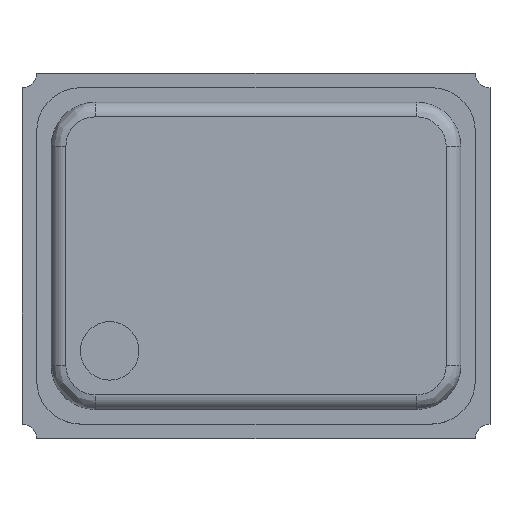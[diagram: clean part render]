
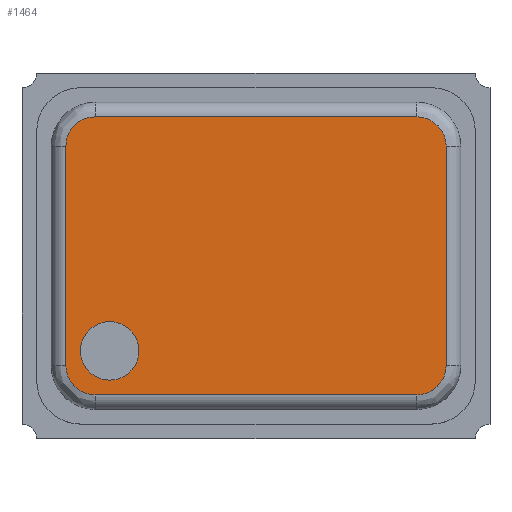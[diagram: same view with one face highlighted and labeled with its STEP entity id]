
A CAD part, top view. The second image highlights one B-rep face of the part: STEP entity #1464.
In plain terms, the highlighted planar face has unit normal (0, 0, 1).
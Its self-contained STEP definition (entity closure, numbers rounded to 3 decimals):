
#43 =( BOUNDED_CURVE ( )  B_SPLINE_CURVE ( 3, ( #2693, #3941, #2981, #1416 ),
 .UNSPECIFIED., .F., .T. ) 
 B_SPLINE_CURVE_WITH_KNOTS ( ( 4, 4 ),
 ( 0., 1. ),
 .UNSPECIFIED. ) 
 CURVE ( )  GEOMETRIC_REPRESENTATION_ITEM ( )  RATIONAL_B_SPLINE_CURVE ( ( 1., 0.805, 0.805, 1. ) ) 
 REPRESENTATION_ITEM ( '' )  );
#58 = VERTEX_POINT ( 'NONE', #1558 ) ;
#132 = CARTESIAN_POINT ( 'NONE',  ( 1.1, 0.95, 0.9 ) ) ;
#136 = CARTESIAN_POINT ( 'NONE',  ( -1.3, -0.75, 0.9 ) ) ;
#209 = CARTESIAN_POINT ( 'NONE',  ( -1.1, 0.95, 0.9 ) ) ;
#273 = DIRECTION ( 'NONE',  ( 1., 0., 0. ) ) ;
#317 = ORIENTED_EDGE ( 'NONE', *, *, #2604, .F. ) ;
#348 = CARTESIAN_POINT ( 'NONE',  ( -1.1, 0.95, 0.9 ) ) ;
#429 = CARTESIAN_POINT ( 'NONE',  ( 1.1, -0.95, 0.9 ) ) ;
#458 =( BOUNDED_CURVE ( )  B_SPLINE_CURVE ( 3, ( #132, #3900, #2326, #1062 ),
 .UNSPECIFIED., .F., .T. ) 
 B_SPLINE_CURVE_WITH_KNOTS ( ( 4, 4 ),
 ( 0., 1. ),
 .UNSPECIFIED. ) 
 CURVE ( )  GEOMETRIC_REPRESENTATION_ITEM ( )  RATIONAL_B_SPLINE_CURVE ( ( 1., 0.805, 0.805, 1. ) ) 
 REPRESENTATION_ITEM ( '' )  );
#493 = EDGE_CURVE ( 'NONE', #58, #2518, #43, .T. ) ;
#595 =( BOUNDED_CURVE ( )  B_SPLINE_CURVE ( 3, ( #963, #2621, #727, #1995 ),
 .UNSPECIFIED., .F., .T. ) 
 B_SPLINE_CURVE_WITH_KNOTS ( ( 4, 4 ),
 ( 0., 1. ),
 .UNSPECIFIED. ) 
 CURVE ( )  GEOMETRIC_REPRESENTATION_ITEM ( )  RATIONAL_B_SPLINE_CURVE ( ( 1., 0.805, 0.805, 1. ) ) 
 REPRESENTATION_ITEM ( '' )  );
#663 = AXIS2_PLACEMENT_3D ( 'NONE', #3456, #2181, #273 ) ;
#727 = CARTESIAN_POINT ( 'NONE',  ( -1.3, -0.867, 0.9 ) ) ;
#766 = EDGE_LOOP ( 'NONE', ( #4012, #1267, #2694, #317, #3086, #2094, #2138, #983 ) ) ;
#942 = CARTESIAN_POINT ( 'NONE',  ( -1.3, 0.806, 0.9 ) ) ;
#963 = CARTESIAN_POINT ( 'NONE',  ( -1.1, -0.95, 0.9 ) ) ;
#983 = ORIENTED_EDGE ( 'NONE', *, *, #2229, .F. ) ;
#1018 = DIRECTION ( 'NONE',  ( 0., 1., 0. ) ) ;
#1025 = EDGE_CURVE ( 'NONE', #3485, #1261, #3855, .T. ) ;
#1033 = VERTEX_POINT ( 'NONE', #3500 ) ;
#1062 = CARTESIAN_POINT ( 'NONE',  ( 1.3, 0.75, 0.9 ) ) ;
#1118 = CARTESIAN_POINT ( 'NONE',  ( -1.1, 0.95, 0.9 ) ) ;
#1140 = VECTOR ( 'NONE', #1018, 1000. ) ;
#1243 = VERTEX_POINT ( 'NONE', #1247 ) ;
#1247 = CARTESIAN_POINT ( 'NONE',  ( 1.3, 0.75, 0.9 ) ) ;
#1261 = VERTEX_POINT ( 'NONE', #1676 ) ;
#1267 = ORIENTED_EDGE ( 'NONE', *, *, #2679, .T. ) ;
#1347 = CARTESIAN_POINT ( 'NONE',  ( 1.3, 0.75, 0.9 ) ) ;
#1416 = CARTESIAN_POINT ( 'NONE',  ( 1.1, -0.95, 0.9 ) ) ;
#1464 = ADVANCED_FACE ( 'NONE', ( #1821 ), #1568, .T. ) ;
#1473 = DIRECTION ( 'NONE',  ( 1., 0., 0. ) ) ;
#1547 = B_SPLINE_CURVE_WITH_KNOTS ( 'NONE', 3,
 ( #348, #3785, #1561, #2819, #942, #2214 ),
 .UNSPECIFIED., .F., .F.,
 ( 4, 2, 4 ),
 ( 0., 0.5, 1. ),
 .UNSPECIFIED. ) ;
#1558 = CARTESIAN_POINT ( 'NONE',  ( 1.3, -0.75, 0.9 ) ) ;
#1561 = CARTESIAN_POINT ( 'NONE',  ( -1.202, 0.93, 0.9 ) ) ;
#1568 = PLANE ( 'NONE',  #663 ) ;
#1640 = VECTOR ( 'NONE', #1473, 1000. ) ;
#1666 = EDGE_CURVE ( 'NONE', #1243, #58, #3196, .T. ) ;
#1676 = CARTESIAN_POINT ( 'NONE',  ( -1.3, 0.75, 0.9 ) ) ;
#1814 = EDGE_CURVE ( 'NONE', #2518, #1033, #2711, .T. ) ;
#1821 = FACE_OUTER_BOUND ( 'NONE', #766, .T. ) ;
#1995 = CARTESIAN_POINT ( 'NONE',  ( -1.3, -0.75, 0.9 ) ) ;
#2019 = VERTEX_POINT ( 'NONE', #1118 ) ;
#2094 = ORIENTED_EDGE ( 'NONE', *, *, #493, .F. ) ;
#2114 = DIRECTION ( 'NONE',  ( -1., 0., 0. ) ) ;
#2138 = ORIENTED_EDGE ( 'NONE', *, *, #1666, .F. ) ;
#2181 = DIRECTION ( 'NONE',  ( 0., 0., 1. ) ) ;
#2214 = CARTESIAN_POINT ( 'NONE',  ( -1.3, 0.75, 0.9 ) ) ;
#2229 = EDGE_CURVE ( 'NONE', #2313, #1243, #458, .T. ) ;
#2313 = VERTEX_POINT ( 'NONE', #2907 ) ;
#2317 = CARTESIAN_POINT ( 'NONE',  ( 1.1, -0.95, 0.9 ) ) ;
#2326 = CARTESIAN_POINT ( 'NONE',  ( 1.3, 0.867, 0.9 ) ) ;
#2518 = VERTEX_POINT ( 'NONE', #429 ) ;
#2604 = EDGE_CURVE ( 'NONE', #1033, #3485, #595, .T. ) ;
#2621 = CARTESIAN_POINT ( 'NONE',  ( -1.217, -0.95, 0.9 ) ) ;
#2679 = EDGE_CURVE ( 'NONE', #2019, #1261, #1547, .T. ) ;
#2693 = CARTESIAN_POINT ( 'NONE',  ( 1.3, -0.75, 0.9 ) ) ;
#2694 = ORIENTED_EDGE ( 'NONE', *, *, #1025, .F. ) ;
#2711 = LINE ( 'NONE', #2317, #3994 ) ;
#2819 = CARTESIAN_POINT ( 'NONE',  ( -1.28, 0.853, 0.9 ) ) ;
#2907 = CARTESIAN_POINT ( 'NONE',  ( 1.1, 0.95, 0.9 ) ) ;
#2981 = CARTESIAN_POINT ( 'NONE',  ( 1.217, -0.95, 0.9 ) ) ;
#3086 = ORIENTED_EDGE ( 'NONE', *, *, #1814, .F. ) ;
#3196 = LINE ( 'NONE', #1347, #3582 ) ;
#3213 = DIRECTION ( 'NONE',  ( 0., -1., 0. ) ) ;
#3258 = LINE ( 'NONE', #209, #1640 ) ;
#3378 = CARTESIAN_POINT ( 'NONE',  ( -1.3, -0.75, 0.9 ) ) ;
#3456 = CARTESIAN_POINT ( 'NONE',  ( -1.4, -1.05, 0.9 ) ) ;
#3485 = VERTEX_POINT ( 'NONE', #3378 ) ;
#3500 = CARTESIAN_POINT ( 'NONE',  ( -1.1, -0.95, 0.9 ) ) ;
#3582 = VECTOR ( 'NONE', #3213, 1000. ) ;
#3785 = CARTESIAN_POINT ( 'NONE',  ( -1.155, 0.95, 0.9 ) ) ;
#3847 = EDGE_CURVE ( 'NONE', #2019, #2313, #3258, .T. ) ;
#3855 = LINE ( 'NONE', #136, #1140 ) ;
#3900 = CARTESIAN_POINT ( 'NONE',  ( 1.217, 0.95, 0.9 ) ) ;
#3941 = CARTESIAN_POINT ( 'NONE',  ( 1.3, -0.867, 0.9 ) ) ;
#3994 = VECTOR ( 'NONE', #2114, 1000. ) ;
#4012 = ORIENTED_EDGE ( 'NONE', *, *, #3847, .F. ) ;
